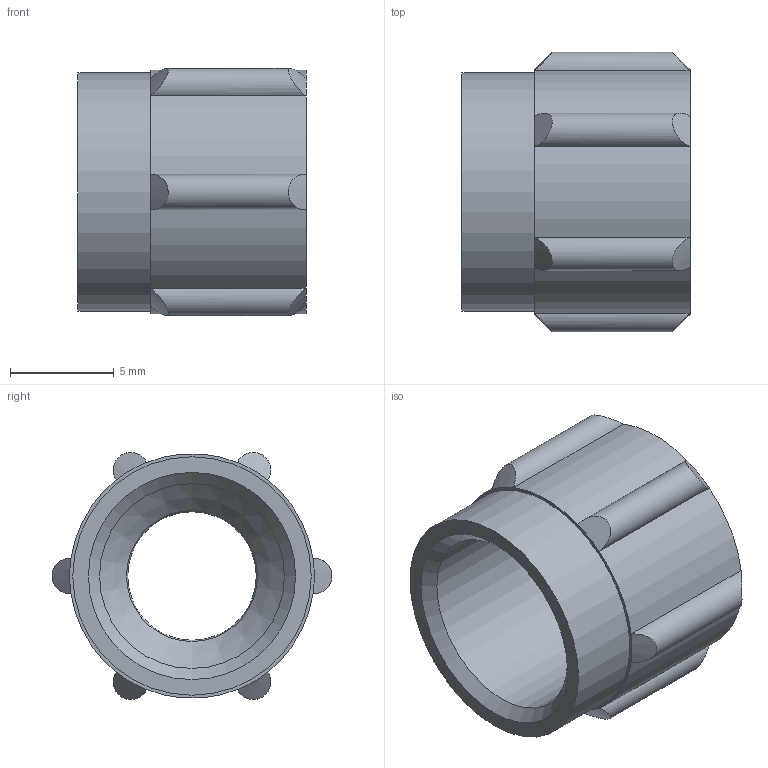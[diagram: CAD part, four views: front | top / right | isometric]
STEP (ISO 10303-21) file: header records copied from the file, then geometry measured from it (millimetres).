
FILE_DESCRIPTION(/* description */ ('STEP AP214'),/* implementation_level */ '2;1');
FILE_NAME(/* name */ '2965_MCK-PK-4',/* time_stamp */ '2024-08-29T05:53:07+02:00',/* author */ ('License CC BY-ND 4.0'),/* organization */ ('CADENAS'),/* preprocessor_version */ 'ST-DEVELOPER v19.3',/* originating_system */ 'PARTsolutions',/* authorisation */ ' ');
FILE_SCHEMA (('AUTOMOTIVE_DESIGN {1 0 10303 214 3 1 1}'));
Length unit declared in the file: millimetre
Products named in the file (1): 2965 MCK-PK-4
Bounding box: 11 x 13.5 x 11.92 mm (x, y, z)
Volume: 583.7 mm3; surface area: 880.9 mm2
Topology: 1 solids, 1 shells, 36 faces, 68 edges, 35 vertices
Faces by surface type: cylinder 15, cone 15, plane 3, torus 3
Full cylindrical faces by diameter (mm): 6.2 x1, 8.917 x1, 11.5 x1
Entity records: 940 total; most frequent: CARTESIAN_POINT 227, DIRECTION 156, ORIENTED_EDGE 118, AXIS2_PLACEMENT_3D 72, EDGE_CURVE 59, EDGE_LOOP 48, FACE_BOUND 48, ADVANCED_FACE 36
